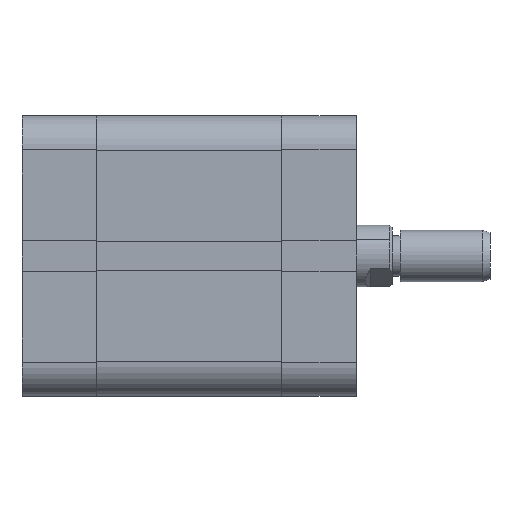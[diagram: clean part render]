
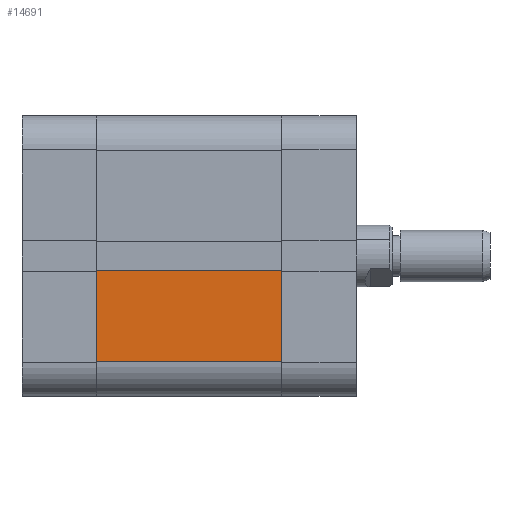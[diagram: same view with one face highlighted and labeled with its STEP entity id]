
A CAD part, front view. The second image highlights one B-rep face of the part: STEP entity #14691.
In plain terms, the highlighted planar face has unit normal (0, -1, 0).
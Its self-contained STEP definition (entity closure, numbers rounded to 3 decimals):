
#1370 = DIRECTION ( 'NONE',  ( 1., 0., 0. ) ) ;
#1591 = FACE_OUTER_BOUND ( 'NONE', #13557, .T. ) ;
#2000 = LINE ( 'NONE', #23126, #12234 ) ;
#2230 = VECTOR ( 'NONE', #17088, 1000. ) ;
#2321 = CARTESIAN_POINT ( 'NONE',  ( 36.001, -27.25, -2.8 ) ) ;
#2685 = VERTEX_POINT ( 'NONE', #11169 ) ;
#2939 = DIRECTION ( 'NONE',  ( 0., 0., 1. ) ) ;
#3337 = EDGE_CURVE ( 'NONE', #2685, #9255, #2000, .T. ) ;
#4663 = ORIENTED_EDGE ( 'NONE', *, *, #11516, .F. ) ;
#6463 = CARTESIAN_POINT ( 'NONE',  ( 36., -27.25, -27.25 ) ) ;
#7297 = CARTESIAN_POINT ( 'NONE',  ( 36., -27.25, -27.25 ) ) ;
#8173 = VECTOR ( 'NONE', #22861, 1000. ) ;
#9202 = CARTESIAN_POINT ( 'NONE',  ( 36., -27.25, -2.8 ) ) ;
#9255 = VERTEX_POINT ( 'NONE', #15649 ) ;
#10110 = EDGE_CURVE ( 'NONE', #15278, #29212, #16522, .T. ) ;
#11169 = CARTESIAN_POINT ( 'NONE',  ( 0., -27.25, -20.45 ) ) ;
#11516 = EDGE_CURVE ( 'NONE', #15278, #9255, #21815, .T. ) ;
#12234 = VECTOR ( 'NONE', #1370, 1000. ) ;
#13021 = ORIENTED_EDGE ( 'NONE', *, *, #24122, .T. ) ;
#13550 = LINE ( 'NONE', #18292, #8173 ) ;
#13557 = EDGE_LOOP ( 'NONE', ( #30025, #13021, #26098, #4663 ) ) ;
#14691 = ADVANCED_FACE ( 'NONE', ( #1591 ), #28060, .F. ) ;
#15278 = VERTEX_POINT ( 'NONE', #9202 ) ;
#15649 = CARTESIAN_POINT ( 'NONE',  ( 36., -27.25, -20.45 ) ) ;
#16090 = DIRECTION ( 'NONE',  ( 0., 1., 0. ) ) ;
#16522 = LINE ( 'NONE', #2321, #25383 ) ;
#17088 = DIRECTION ( 'NONE',  ( 0., 0., -1. ) ) ;
#18292 = CARTESIAN_POINT ( 'NONE',  ( 0., -27.25, -27.25 ) ) ;
#21815 = LINE ( 'NONE', #7297, #2230 ) ;
#22024 = AXIS2_PLACEMENT_3D ( 'NONE', #6463, #16090, #2939 ) ;
#22861 = DIRECTION ( 'NONE',  ( 0., 0., -1. ) ) ;
#23126 = CARTESIAN_POINT ( 'NONE',  ( 36., -27.25, -20.45 ) ) ;
#23948 = CARTESIAN_POINT ( 'NONE',  ( 0., -27.25, -2.8 ) ) ;
#24122 = EDGE_CURVE ( 'NONE', #29212, #2685, #13550, .T. ) ;
#25383 = VECTOR ( 'NONE', #28028, 1000. ) ;
#26098 = ORIENTED_EDGE ( 'NONE', *, *, #3337, .T. ) ;
#28028 = DIRECTION ( 'NONE',  ( -1., 0., 0. ) ) ;
#28060 = PLANE ( 'NONE',  #22024 ) ;
#29212 = VERTEX_POINT ( 'NONE', #23948 ) ;
#30025 = ORIENTED_EDGE ( 'NONE', *, *, #10110, .T. ) ;
